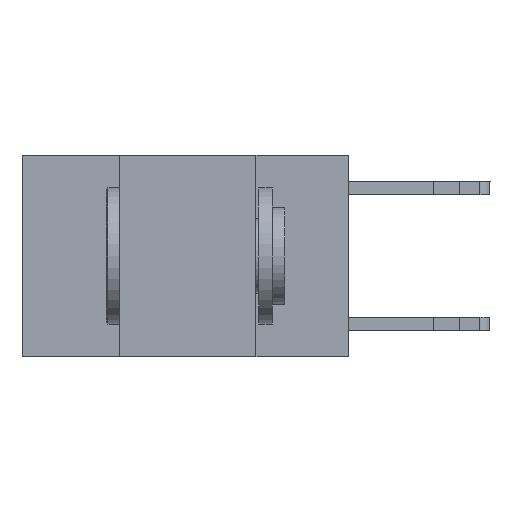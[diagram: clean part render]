
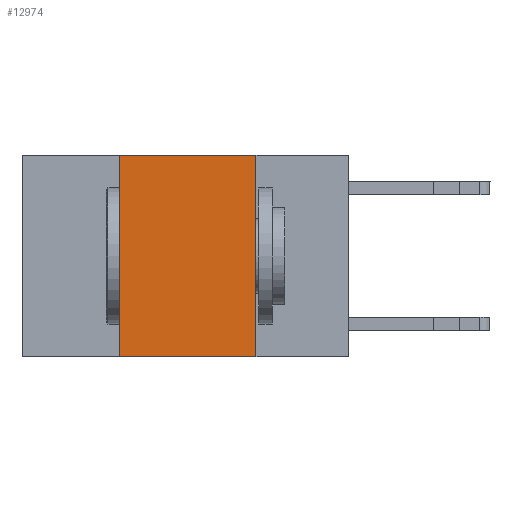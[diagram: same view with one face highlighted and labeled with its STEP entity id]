
A CAD part, left-side view. The second image highlights one B-rep face of the part: STEP entity #12974.
In plain terms, the highlighted planar face has unit normal (-1, 0, 0).
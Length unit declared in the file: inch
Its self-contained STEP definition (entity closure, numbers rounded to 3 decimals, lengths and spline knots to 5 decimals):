
#399 = EDGE_CURVE ( 'NONE', #12222, #7389, #7579, .T. ) ;
#2022 = CARTESIAN_POINT ( 'NONE',  ( 0., 0.42, 0. ) ) ;
#4434 = VERTEX_POINT ( 'NONE', #8416 ) ;
#4980 = CARTESIAN_POINT ( 'NONE',  ( 0., 0.42, -0.37 ) ) ;
#5849 = EDGE_LOOP ( 'NONE', ( #19752, #9321, #11393, #12032 ) ) ;
#7389 = VERTEX_POINT ( 'NONE', #2022 ) ;
#7579 = LINE ( 'NONE', #14796, #10777 ) ;
#8267 = VECTOR ( 'NONE', #8838, 39.37008 ) ;
#8416 = CARTESIAN_POINT ( 'NONE',  ( 0., 0.17, 0. ) ) ;
#8838 = DIRECTION ( 'NONE',  ( 0., 0., -1. ) ) ;
#9321 = ORIENTED_EDGE ( 'NONE', *, *, #12071, .F. ) ;
#9902 = EDGE_CURVE ( 'NONE', #4434, #18934, #15944, .T. ) ;
#10777 = VECTOR ( 'NONE', #22003, 39.37008 ) ;
#11393 = ORIENTED_EDGE ( 'NONE', *, *, #399, .F. ) ;
#12032 = ORIENTED_EDGE ( 'NONE', *, *, #17891, .T. ) ;
#12071 = EDGE_CURVE ( 'NONE', #7389, #4434, #20259, .T. ) ;
#12158 = LINE ( 'NONE', #17493, #19075 ) ;
#12222 = VERTEX_POINT ( 'NONE', #4980 ) ;
#12974 = ADVANCED_FACE ( 'NONE', ( #17007 ), #18635, .F. ) ;
#13152 = DIRECTION ( 'NONE',  ( 0., -1., 0. ) ) ;
#14796 = CARTESIAN_POINT ( 'NONE',  ( 0., 0.42, 0. ) ) ;
#14937 = CARTESIAN_POINT ( 'NONE',  ( 0., 0.6, 0. ) ) ;
#15653 = CARTESIAN_POINT ( 'NONE',  ( 0., 0.6, 0. ) ) ;
#15944 = LINE ( 'NONE', #23163, #8267 ) ;
#16599 = VECTOR ( 'NONE', #13152, 39.37008 ) ;
#16849 = AXIS2_PLACEMENT_3D ( 'NONE', #15653, #23007, #22877 ) ;
#17007 = FACE_OUTER_BOUND ( 'NONE', #5849, .T. ) ;
#17493 = CARTESIAN_POINT ( 'NONE',  ( 0., 0.6, -0.37 ) ) ;
#17891 = EDGE_CURVE ( 'NONE', #12222, #18934, #12158, .T. ) ;
#18137 = CARTESIAN_POINT ( 'NONE',  ( 0., 0.17, -0.37 ) ) ;
#18635 = PLANE ( 'NONE',  #16849 ) ;
#18934 = VERTEX_POINT ( 'NONE', #18137 ) ;
#19075 = VECTOR ( 'NONE', #21390, 39.37008 ) ;
#19752 = ORIENTED_EDGE ( 'NONE', *, *, #9902, .F. ) ;
#20259 = LINE ( 'NONE', #14937, #16599 ) ;
#21390 = DIRECTION ( 'NONE',  ( 0., -1., 0. ) ) ;
#22003 = DIRECTION ( 'NONE',  ( 0., 0., 1. ) ) ;
#22877 = DIRECTION ( 'NONE',  ( 0., 0., -1. ) ) ;
#23007 = DIRECTION ( 'NONE',  ( 1., 0., 0. ) ) ;
#23163 = CARTESIAN_POINT ( 'NONE',  ( 0., 0.17, 0. ) ) ;
